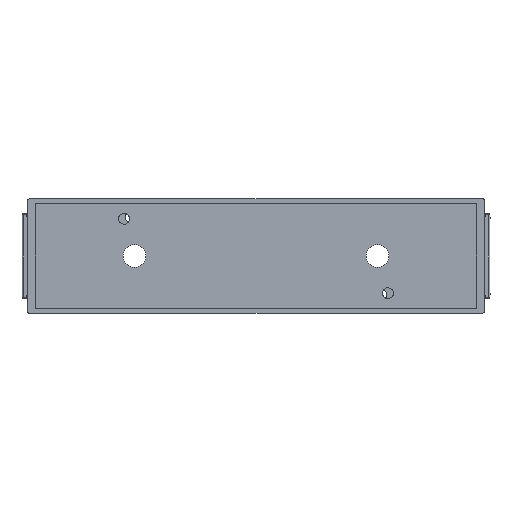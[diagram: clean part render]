
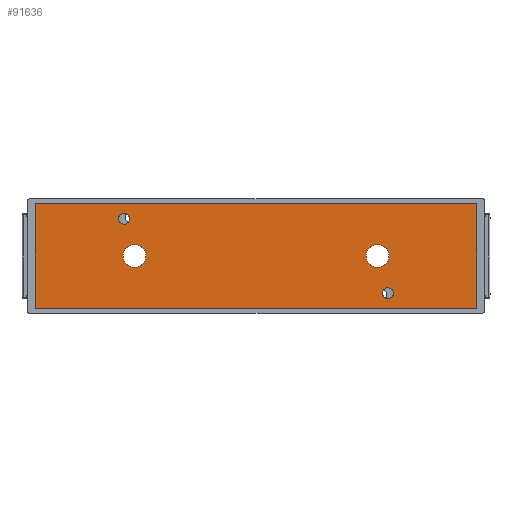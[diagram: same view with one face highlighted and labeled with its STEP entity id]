
A CAD part, front view. The second image highlights one B-rep face of the part: STEP entity #91636.
In plain terms, the highlighted planar face has unit normal (0, -1, 0).
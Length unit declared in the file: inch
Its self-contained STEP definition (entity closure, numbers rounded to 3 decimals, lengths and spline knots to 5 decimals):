
#647 = AXIS2_PLACEMENT_3D ( 'NONE', #19561, #101051, #31205 ) ;
#1472 = DIRECTION ( 'NONE',  ( 1., 0., 0. ) ) ;
#1862 = VERTEX_POINT ( 'NONE', #45277 ) ;
#2595 = VECTOR ( 'NONE', #1472, 39.37008 ) ;
#5696 = ORIENTED_EDGE ( 'NONE', *, *, #17578, .F. ) ;
#6326 = CARTESIAN_POINT ( 'NONE',  ( -1.70515, -0.0625, 0.40391 ) ) ;
#9141 = VERTEX_POINT ( 'NONE', #103417 ) ;
#9805 = DIRECTION ( 'NONE',  ( 0., 0., -1. ) ) ;
#10043 = CARTESIAN_POINT ( 'NONE',  ( 0., -0.0625, 0. ) ) ;
#10460 = DIRECTION ( 'NONE',  ( 0., 0., -1. ) ) ;
#13582 = CIRCLE ( 'NONE', #26349, 0.0425 ) ;
#14882 = VERTEX_POINT ( 'NONE', #26170 ) ;
#17289 = EDGE_CURVE ( 'NONE', #14882, #48219, #103300, .T. ) ;
#17578 = EDGE_CURVE ( 'NONE', #53158, #104615, #66807, .T. ) ;
#19561 = CARTESIAN_POINT ( 'NONE',  ( -1.02, -0.0625, 0.288 ) ) ;
#19694 = DIRECTION ( 'NONE',  ( 0., 0., -1. ) ) ;
#19924 = VERTEX_POINT ( 'NONE', #73919 ) ;
#22001 = AXIS2_PLACEMENT_3D ( 'NONE', #10043, #44610, #91549 ) ;
#23520 = EDGE_LOOP ( 'NONE', ( #45463, #124918 ) ) ;
#23547 = FACE_BOUND ( 'NONE', #72952, .T. ) ;
#24023 = CARTESIAN_POINT ( 'NONE',  ( -1.02, -0.0625, 0.3305 ) ) ;
#25653 = EDGE_LOOP ( 'NONE', ( #53661, #57807 ) ) ;
#26170 = CARTESIAN_POINT ( 'NONE',  ( 0.94, -0.0625, -0.0885 ) ) ;
#26349 = AXIS2_PLACEMENT_3D ( 'NONE', #60397, #141747, #72080 ) ;
#27958 = EDGE_CURVE ( 'NONE', #138163, #9141, #67534, .T. ) ;
#30097 = ORIENTED_EDGE ( 'NONE', *, *, #44755, .F. ) ;
#31205 = DIRECTION ( 'NONE',  ( 0., 0., 1. ) ) ;
#31254 = CARTESIAN_POINT ( 'NONE',  ( 1.02, -0.0625, -0.288 ) ) ;
#32904 = PLANE ( 'NONE',  #22001 ) ;
#33482 = LINE ( 'NONE', #140850, #2595 ) ;
#33846 = VECTOR ( 'NONE', #132226, 39.37008 ) ;
#35816 = DIRECTION ( 'NONE',  ( 0., -1., 0. ) ) ;
#38616 = CARTESIAN_POINT ( 'NONE',  ( -1.70515, -0.0625, -0.40391 ) ) ;
#40239 = ORIENTED_EDGE ( 'NONE', *, *, #134301, .F. ) ;
#42865 = EDGE_CURVE ( 'NONE', #1862, #125283, #13582, .T. ) ;
#42951 = DIRECTION ( 'NONE',  ( 0., 0., 1. ) ) ;
#44610 = DIRECTION ( 'NONE',  ( 0., 1., 0. ) ) ;
#44755 = EDGE_CURVE ( 'NONE', #19924, #73936, #107857, .T. ) ;
#45277 = CARTESIAN_POINT ( 'NONE',  ( 1.02, -0.0625, -0.2455 ) ) ;
#45330 = CARTESIAN_POINT ( 'NONE',  ( -1.02, -0.0625, 0.288 ) ) ;
#45463 = ORIENTED_EDGE ( 'NONE', *, *, #27958, .F. ) ;
#45483 = EDGE_LOOP ( 'NONE', ( #103249, #40239 ) ) ;
#48219 = VERTEX_POINT ( 'NONE', #54698 ) ;
#48958 = EDGE_CURVE ( 'NONE', #104615, #19924, #33482, .T. ) ;
#49439 = CARTESIAN_POINT ( 'NONE',  ( -0.94, -0.0625, 0. ) ) ;
#49862 = EDGE_LOOP ( 'NONE', ( #30097, #129494, #5696, #60291 ) ) ;
#50882 = FACE_OUTER_BOUND ( 'NONE', #49862, .T. ) ;
#52171 = EDGE_CURVE ( 'NONE', #125283, #1862, #67226, .T. ) ;
#53158 = VERTEX_POINT ( 'NONE', #136877 ) ;
#53661 = ORIENTED_EDGE ( 'NONE', *, *, #54595, .T. ) ;
#54595 = EDGE_CURVE ( 'NONE', #92326, #122053, #117028, .T. ) ;
#54698 = CARTESIAN_POINT ( 'NONE',  ( 0.94, -0.0625, 0.0885 ) ) ;
#54804 = CARTESIAN_POINT ( 'NONE',  ( -1.70515, -0.0625, 0.40391 ) ) ;
#55108 = CIRCLE ( 'NONE', #647, 0.0425 ) ;
#57115 = DIRECTION ( 'NONE',  ( 0., 0., 1. ) ) ;
#57807 = ORIENTED_EDGE ( 'NONE', *, *, #100352, .T. ) ;
#58230 = FACE_BOUND ( 'NONE', #25653, .T. ) ;
#60291 = ORIENTED_EDGE ( 'NONE', *, *, #87199, .F. ) ;
#60397 = CARTESIAN_POINT ( 'NONE',  ( 1.02, -0.0625, -0.288 ) ) ;
#61200 = DIRECTION ( 'NONE',  ( 0., 0., -1. ) ) ;
#62810 = CARTESIAN_POINT ( 'NONE',  ( 1.70515, -0.0625, -0.40391 ) ) ;
#64612 = AXIS2_PLACEMENT_3D ( 'NONE', #31254, #112767, #42951 ) ;
#64962 = LINE ( 'NONE', #38616, #33846 ) ;
#66807 = LINE ( 'NONE', #6326, #101428 ) ;
#67226 = CIRCLE ( 'NONE', #64612, 0.0425 ) ;
#67534 = CIRCLE ( 'NONE', #73503, 0.0885 ) ;
#72080 = DIRECTION ( 'NONE',  ( 0., 0., 1. ) ) ;
#72952 = EDGE_LOOP ( 'NONE', ( #121576, #117872 ) ) ;
#73503 = AXIS2_PLACEMENT_3D ( 'NONE', #49439, #130837, #61200 ) ;
#73919 = CARTESIAN_POINT ( 'NONE',  ( 1.70515, -0.0625, 0.40391 ) ) ;
#73936 = VERTEX_POINT ( 'NONE', #62810 ) ;
#74147 = AXIS2_PLACEMENT_3D ( 'NONE', #149196, #79587, #9805 ) ;
#76914 = VECTOR ( 'NONE', #19694, 39.37008 ) ;
#79587 = DIRECTION ( 'NONE',  ( 0., -1., 0. ) ) ;
#80263 = DIRECTION ( 'NONE',  ( 0., -1., 0. ) ) ;
#81908 = FACE_BOUND ( 'NONE', #45483, .T. ) ;
#87199 = EDGE_CURVE ( 'NONE', #73936, #53158, #64962, .T. ) ;
#87815 = DIRECTION ( 'NONE',  ( 0., 0., 1. ) ) ;
#91549 = DIRECTION ( 'NONE',  ( 0., 0., 1. ) ) ;
#91636 = ADVANCED_FACE ( 'NONE', ( #23547, #58230, #81908, #112850, #50882 ), #32904, .F. ) ;
#92025 = AXIS2_PLACEMENT_3D ( 'NONE', #149861, #80263, #10460 ) ;
#92326 = VERTEX_POINT ( 'NONE', #24023 ) ;
#93338 = AXIS2_PLACEMENT_3D ( 'NONE', #45330, #126737, #57115 ) ;
#100352 = EDGE_CURVE ( 'NONE', #122053, #92326, #55108, .T. ) ;
#101051 = DIRECTION ( 'NONE',  ( 0., 1., 0. ) ) ;
#101428 = VECTOR ( 'NONE', #87815, 39.37008 ) ;
#101689 = CARTESIAN_POINT ( 'NONE',  ( 1.70515, -0.0625, -0.40391 ) ) ;
#103249 = ORIENTED_EDGE ( 'NONE', *, *, #17289, .F. ) ;
#103300 = CIRCLE ( 'NONE', #145083, 0.0885 ) ;
#103308 = CIRCLE ( 'NONE', #92025, 0.0885 ) ;
#103417 = CARTESIAN_POINT ( 'NONE',  ( -0.94, -0.0625, 0.0885 ) ) ;
#104615 = VERTEX_POINT ( 'NONE', #54804 ) ;
#105682 = CARTESIAN_POINT ( 'NONE',  ( 0.94, -0.0625, 0. ) ) ;
#107857 = LINE ( 'NONE', #101689, #76914 ) ;
#112767 = DIRECTION ( 'NONE',  ( 0., 1., 0. ) ) ;
#112850 = FACE_BOUND ( 'NONE', #23520, .T. ) ;
#114601 = CARTESIAN_POINT ( 'NONE',  ( 1.02, -0.0625, -0.3305 ) ) ;
#117028 = CIRCLE ( 'NONE', #93338, 0.0425 ) ;
#117306 = DIRECTION ( 'NONE',  ( 0., 0., -1. ) ) ;
#117872 = ORIENTED_EDGE ( 'NONE', *, *, #52171, .T. ) ;
#121576 = ORIENTED_EDGE ( 'NONE', *, *, #42865, .T. ) ;
#121616 = CIRCLE ( 'NONE', #74147, 0.0885 ) ;
#122053 = VERTEX_POINT ( 'NONE', #150013 ) ;
#124918 = ORIENTED_EDGE ( 'NONE', *, *, #147921, .F. ) ;
#125283 = VERTEX_POINT ( 'NONE', #114601 ) ;
#126737 = DIRECTION ( 'NONE',  ( 0., 1., 0. ) ) ;
#129494 = ORIENTED_EDGE ( 'NONE', *, *, #48958, .F. ) ;
#130837 = DIRECTION ( 'NONE',  ( 0., -1., 0. ) ) ;
#132226 = DIRECTION ( 'NONE',  ( -1., 0., 0. ) ) ;
#134301 = EDGE_CURVE ( 'NONE', #48219, #14882, #103308, .T. ) ;
#136877 = CARTESIAN_POINT ( 'NONE',  ( -1.70515, -0.0625, -0.40391 ) ) ;
#138163 = VERTEX_POINT ( 'NONE', #140460 ) ;
#140460 = CARTESIAN_POINT ( 'NONE',  ( -0.94, -0.0625, -0.0885 ) ) ;
#140850 = CARTESIAN_POINT ( 'NONE',  ( -1.70515, -0.0625, 0.40391 ) ) ;
#141747 = DIRECTION ( 'NONE',  ( 0., 1., 0. ) ) ;
#145083 = AXIS2_PLACEMENT_3D ( 'NONE', #105682, #35816, #117306 ) ;
#147921 = EDGE_CURVE ( 'NONE', #9141, #138163, #121616, .T. ) ;
#149196 = CARTESIAN_POINT ( 'NONE',  ( -0.94, -0.0625, 0. ) ) ;
#149861 = CARTESIAN_POINT ( 'NONE',  ( 0.94, -0.0625, 0. ) ) ;
#150013 = CARTESIAN_POINT ( 'NONE',  ( -1.02, -0.0625, 0.2455 ) ) ;
